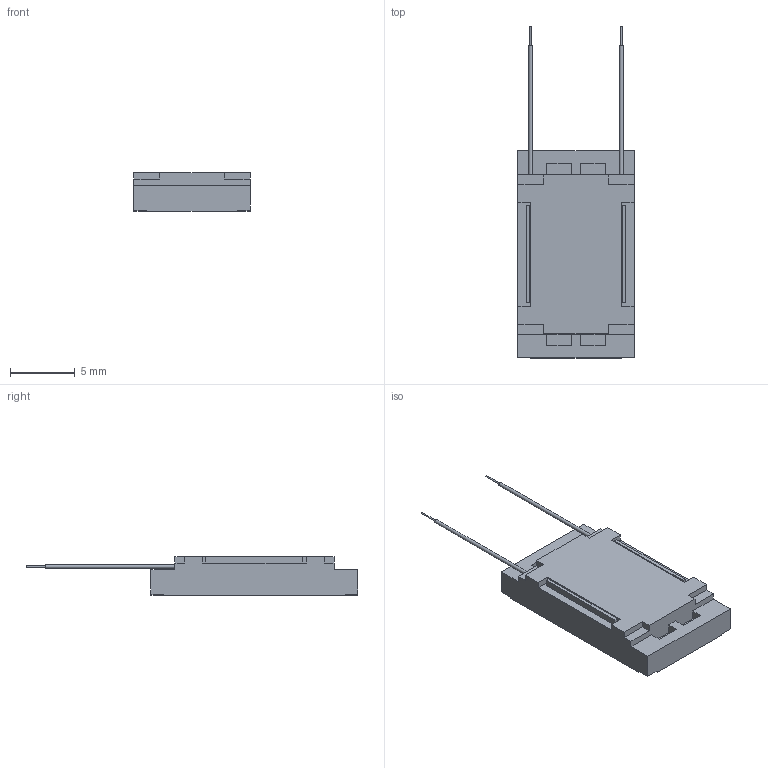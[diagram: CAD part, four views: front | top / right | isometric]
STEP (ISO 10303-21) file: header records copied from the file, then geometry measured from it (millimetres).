
FILE_DESCRIPTION(/* description */ ('Alibre Inc.'),/* implementation_level */ '2;1');
FILE_NAME(/* name */ 'export0',/* time_stamp */ '2018-10-21T07:24:25-05:00',/* author */ (''),/* organization */ (''),/* preprocessor_version */ 'ST-DEVELOPER v17',/* originating_system */ 'Alibre',/* authorisation */ '');
FILE_SCHEMA (('CONFIG_CONTROL_DESIGN'));
Length unit declared in the file: millimetre
Products named in the file (1): ID_1
Bounding box: 9 x 25.65 x 3 mm (x, y, z)
Volume: 352.9 mm3; surface area: 544.6 mm2
Topology: 1 solids, 1 shells, 98 faces, 264 edges, 176 vertices
Faces by surface type: plane 82, cylinder 16
Full cylindrical faces by diameter (mm): 0.111 x2, 0.284 x2
Entity records: 2999 total; most frequent: CARTESIAN_POINT 528, ORIENTED_EDGE 520, DIRECTION 400, EDGE_CURVE 260, VECTOR 222, LINE 222, VERTEX_POINT 176, AXIS2_PLACEMENT_3D 130
